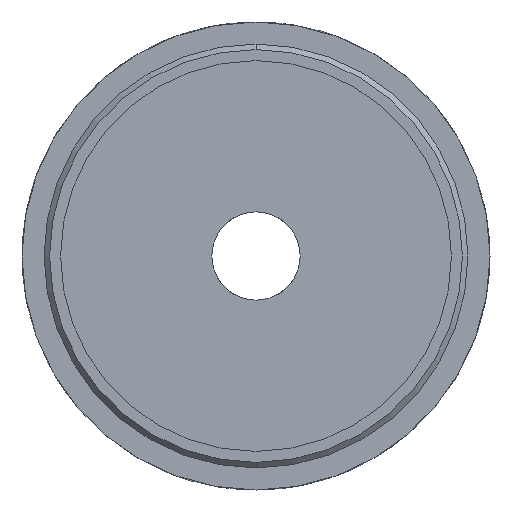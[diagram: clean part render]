
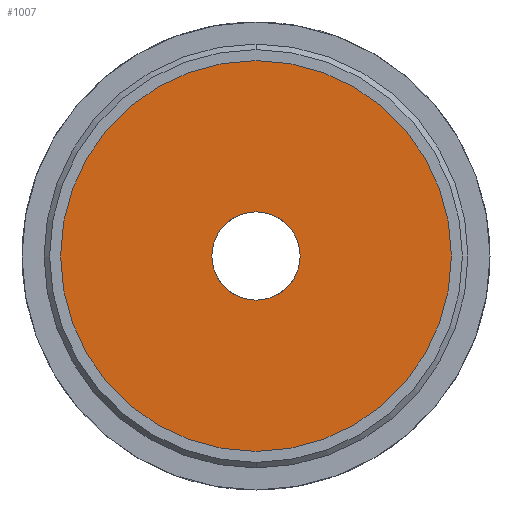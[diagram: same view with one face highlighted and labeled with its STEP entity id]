
A CAD part, front view. The second image highlights one B-rep face of the part: STEP entity #1007.
In plain terms, the highlighted planar face has unit normal (0, -1, 0).
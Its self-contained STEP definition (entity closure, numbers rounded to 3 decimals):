
#40 = EDGE_LOOP ( 'NONE', ( #736, #107 ) ) ;
#50 = FACE_BOUND ( 'NONE', #40, .T. ) ;
#84 = VERTEX_POINT ( 'NONE', #335 ) ;
#107 = ORIENTED_EDGE ( 'NONE', *, *, #439, .F. ) ;
#139 = CARTESIAN_POINT ( 'NONE',  ( 0., 26.026, 0. ) ) ;
#143 = CARTESIAN_POINT ( 'NONE',  ( -4., 26.026, 0. ) ) ;
#183 = DIRECTION ( 'NONE',  ( 0., -1., 0. ) ) ;
#202 = CIRCLE ( 'NONE', #994, 4. ) ;
#217 = CIRCLE ( 'NONE', #469, 4. ) ;
#225 = ORIENTED_EDGE ( 'NONE', *, *, #986, .T. ) ;
#248 = DIRECTION ( 'NONE',  ( 0., 1., 0. ) ) ;
#264 = CARTESIAN_POINT ( 'NONE',  ( 0., 26.026, 17.7 ) ) ;
#280 = DIRECTION ( 'NONE',  ( 0., 0., 1. ) ) ;
#334 = DIRECTION ( 'NONE',  ( 0., 0., -1. ) ) ;
#335 = CARTESIAN_POINT ( 'NONE',  ( 0., 26.026, 4. ) ) ;
#353 = DIRECTION ( 'NONE',  ( 0., 0., -1. ) ) ;
#354 = CIRCLE ( 'NONE', #1233, 17.7 ) ;
#372 = CARTESIAN_POINT ( 'NONE',  ( 0., 26.026, 0. ) ) ;
#400 = CARTESIAN_POINT ( 'NONE',  ( 0., 26.026, -4. ) ) ;
#439 = EDGE_CURVE ( 'NONE', #84, #467, #217, .T. ) ;
#467 = VERTEX_POINT ( 'NONE', #400 ) ;
#469 = AXIS2_PLACEMENT_3D ( 'NONE', #372, #510, #1110 ) ;
#510 = DIRECTION ( 'NONE',  ( 0., -1., 0. ) ) ;
#543 = VERTEX_POINT ( 'NONE', #264 ) ;
#636 = CARTESIAN_POINT ( 'NONE',  ( 0., 26.026, 0. ) ) ;
#714 = DIRECTION ( 'NONE',  ( 0., 0., -1. ) ) ;
#736 = ORIENTED_EDGE ( 'NONE', *, *, #737, .F. ) ;
#737 = EDGE_CURVE ( 'NONE', #467, #84, #202, .T. ) ;
#772 = DIRECTION ( 'NONE',  ( 0., -1., 0. ) ) ;
#880 = CARTESIAN_POINT ( 'NONE',  ( 0., 26.026, 0. ) ) ;
#884 = CIRCLE ( 'NONE', #1180, 17.7 ) ;
#886 = FACE_OUTER_BOUND ( 'NONE', #1065, .T. ) ;
#914 = EDGE_CURVE ( 'NONE', #543, #1001, #354, .T. ) ;
#986 = EDGE_CURVE ( 'NONE', #1001, #543, #884, .T. ) ;
#994 = AXIS2_PLACEMENT_3D ( 'NONE', #139, #772, #334 ) ;
#1001 = VERTEX_POINT ( 'NONE', #1188 ) ;
#1007 = ADVANCED_FACE ( 'NONE', ( #50, #886 ), #1197, .F. ) ;
#1053 = AXIS2_PLACEMENT_3D ( 'NONE', #143, #248, #280 ) ;
#1065 = EDGE_LOOP ( 'NONE', ( #225, #1202 ) ) ;
#1110 = DIRECTION ( 'NONE',  ( 0., 0., -1. ) ) ;
#1180 = AXIS2_PLACEMENT_3D ( 'NONE', #880, #1290, #353 ) ;
#1188 = CARTESIAN_POINT ( 'NONE',  ( 0., 26.026, -17.7 ) ) ;
#1197 = PLANE ( 'NONE',  #1053 ) ;
#1202 = ORIENTED_EDGE ( 'NONE', *, *, #914, .T. ) ;
#1233 = AXIS2_PLACEMENT_3D ( 'NONE', #636, #183, #714 ) ;
#1290 = DIRECTION ( 'NONE',  ( 0., -1., 0. ) ) ;
